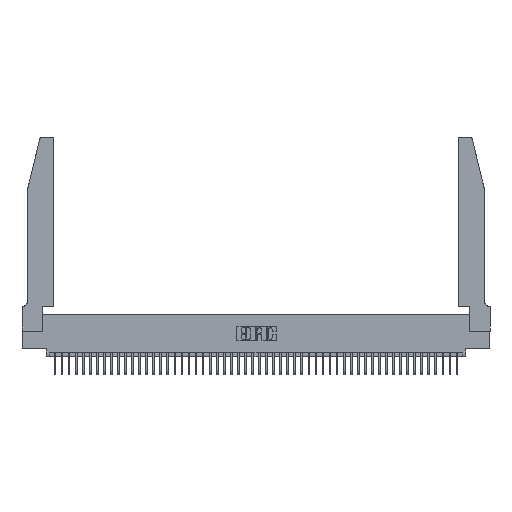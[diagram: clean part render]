
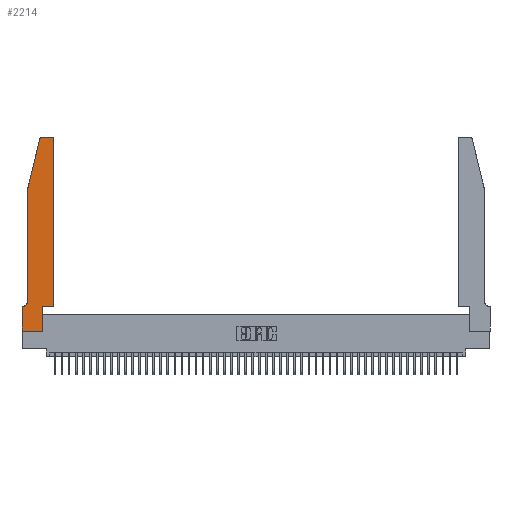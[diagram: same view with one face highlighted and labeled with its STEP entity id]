
A CAD part, top view. The second image highlights one B-rep face of the part: STEP entity #2214.
In plain terms, the highlighted planar face has unit normal (0, 0, 1).
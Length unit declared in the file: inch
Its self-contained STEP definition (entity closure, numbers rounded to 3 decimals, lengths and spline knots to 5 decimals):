
#11 = CARTESIAN_POINT ( 'NONE',  ( 0.0755, 0.35, 0.37 ) ) ;
#1039 = VECTOR ( 'NONE', #6537, 39.37008 ) ;
#1066 = CARTESIAN_POINT ( 'NONE',  ( 0.284, 2.72, 0.37 ) ) ;
#1341 = ORIENTED_EDGE ( 'NONE', *, *, #6261, .T. ) ;
#2214 = ADVANCED_FACE ( 'NONE', ( #3738 ), #25305, .T. ) ;
#2309 = LINE ( 'NONE', #21955, #1039 ) ;
#2391 = EDGE_CURVE ( 'NONE', #10366, #31840, #26156, .T. ) ;
#3706 = ORIENTED_EDGE ( 'NONE', *, *, #39069, .T. ) ;
#3738 = FACE_OUTER_BOUND ( 'NONE', #18666, .T. ) ;
#3981 = CIRCLE ( 'NONE', #15120, 0.07 ) ;
#4052 = ORIENTED_EDGE ( 'NONE', *, *, #44018, .T. ) ;
#4093 = ORIENTED_EDGE ( 'NONE', *, *, #11041, .T. ) ;
#4629 = LINE ( 'NONE', #11, #45624 ) ;
#5003 = DIRECTION ( 'NONE',  ( 1., 0., 0. ) ) ;
#6011 = DIRECTION ( 'NONE',  ( 1., 0., 0. ) ) ;
#6261 = EDGE_CURVE ( 'NONE', #46410, #26912, #11720, .T. ) ;
#6537 = DIRECTION ( 'NONE',  ( 1., 0., 0. ) ) ;
#6719 = CARTESIAN_POINT ( 'NONE',  ( 0.4505, 0.35, 0.37 ) ) ;
#6790 = CARTESIAN_POINT ( 'NONE',  ( 0.4205, 2.72, 0.37 ) ) ;
#7919 = LINE ( 'NONE', #34242, #27297 ) ;
#8517 = ORIENTED_EDGE ( 'NONE', *, *, #42288, .T. ) ;
#8708 = CARTESIAN_POINT ( 'NONE',  ( 0., 0., 0.37 ) ) ;
#8795 = VERTEX_POINT ( 'NONE', #34441 ) ;
#10366 = VERTEX_POINT ( 'NONE', #25812 ) ;
#10694 = DIRECTION ( 'NONE',  ( 1., 0., 0. ) ) ;
#11041 = EDGE_CURVE ( 'NONE', #35567, #30075, #36350, .T. ) ;
#11319 = ORIENTED_EDGE ( 'NONE', *, *, #2391, .T. ) ;
#11720 = LINE ( 'NONE', #44851, #40081 ) ;
#12967 = ORIENTED_EDGE ( 'NONE', *, *, #13646, .T. ) ;
#13127 = CARTESIAN_POINT ( 'NONE',  ( 0., 0.35, 0.37 ) ) ;
#13308 = CARTESIAN_POINT ( 'NONE',  ( 0.0055, 0.42, 0.37 ) ) ;
#13646 = EDGE_CURVE ( 'NONE', #21926, #10366, #24770, .T. ) ;
#13928 = EDGE_CURVE ( 'NONE', #42698, #8795, #2309, .T. ) ;
#15120 = AXIS2_PLACEMENT_3D ( 'NONE', #13308, #40252, #17198 ) ;
#15418 = CARTESIAN_POINT ( 'NONE',  ( 0.4205, 2.75, 0.37 ) ) ;
#16164 = ORIENTED_EDGE ( 'NONE', *, *, #26892, .T. ) ;
#17198 = DIRECTION ( 'NONE',  ( -1., 0., 0. ) ) ;
#18247 = DIRECTION ( 'NONE',  ( 0., 1., 0. ) ) ;
#18404 = CARTESIAN_POINT ( 'NONE',  ( 0.2865, 0., 0.37 ) ) ;
#18666 = EDGE_LOOP ( 'NONE', ( #4052, #12967, #11319, #37925, #40964, #8517, #3706, #1341, #34332, #42586, #16164, #4093 ) ) ;
#18691 = DIRECTION ( 'NONE',  ( -0.239, -0.971, 0. ) ) ;
#18764 = AXIS2_PLACEMENT_3D ( 'NONE', #21265, #29148, #6011 ) ;
#19615 = VECTOR ( 'NONE', #41958, 39.37008 ) ;
#20475 = LINE ( 'NONE', #8708, #49798 ) ;
#21265 = CARTESIAN_POINT ( 'NONE',  ( 0., 0.35, 0.37 ) ) ;
#21794 = CARTESIAN_POINT ( 'NONE',  ( 0.0755, 2., 0.37 ) ) ;
#21926 = VERTEX_POINT ( 'NONE', #39711 ) ;
#21955 = CARTESIAN_POINT ( 'NONE',  ( 0.4505, 0.35, 0.37 ) ) ;
#23939 = VECTOR ( 'NONE', #18247, 39.37008 ) ;
#23983 = CARTESIAN_POINT ( 'NONE',  ( 0.0055, 0.35, 0.37 ) ) ;
#24770 = CIRCLE ( 'NONE', #28988, 0.03 ) ;
#25305 = PLANE ( 'NONE',  #18764 ) ;
#25812 = CARTESIAN_POINT ( 'NONE',  ( 0.25487, 2.72718, 0.37 ) ) ;
#26072 = LINE ( 'NONE', #33108, #45240 ) ;
#26156 = LINE ( 'NONE', #41711, #47698 ) ;
#26892 = EDGE_CURVE ( 'NONE', #8795, #35567, #45539, .T. ) ;
#26912 = VERTEX_POINT ( 'NONE', #18404 ) ;
#27297 = VECTOR ( 'NONE', #38934, 39.37008 ) ;
#28160 = DIRECTION ( 'NONE',  ( 0., -1., 0. ) ) ;
#28189 = DIRECTION ( 'NONE',  ( 0., 0., 1. ) ) ;
#28988 = AXIS2_PLACEMENT_3D ( 'NONE', #1066, #28189, #5003 ) ;
#29148 = DIRECTION ( 'NONE',  ( 0., 0., 1. ) ) ;
#29167 = EDGE_CURVE ( 'NONE', #33876, #35394, #3981, .T. ) ;
#29557 = CARTESIAN_POINT ( 'NONE',  ( 0., 0., 0.37 ) ) ;
#30075 = VERTEX_POINT ( 'NONE', #15418 ) ;
#31840 = VERTEX_POINT ( 'NONE', #21794 ) ;
#32984 = EDGE_CURVE ( 'NONE', #26912, #42698, #26072, .T. ) ;
#33108 = CARTESIAN_POINT ( 'NONE',  ( 0.2865, 0.35, 0.37 ) ) ;
#33804 = DIRECTION ( 'NONE',  ( 0., 0., 1. ) ) ;
#33876 = VERTEX_POINT ( 'NONE', #34860 ) ;
#34046 = CARTESIAN_POINT ( 'NONE',  ( 0.2865, 0.35, 0.37 ) ) ;
#34242 = CARTESIAN_POINT ( 'NONE',  ( 0.0755, 2., 0.37 ) ) ;
#34332 = ORIENTED_EDGE ( 'NONE', *, *, #32984, .T. ) ;
#34441 = CARTESIAN_POINT ( 'NONE',  ( 0.4505, 0.35, 0.37 ) ) ;
#34860 = CARTESIAN_POINT ( 'NONE',  ( 0.0755, 0.42, 0.37 ) ) ;
#35394 = VERTEX_POINT ( 'NONE', #23983 ) ;
#35567 = VERTEX_POINT ( 'NONE', #44258 ) ;
#36350 = CIRCLE ( 'NONE', #43609, 0.03 ) ;
#36975 = DIRECTION ( 'NONE',  ( 0., 1., 0. ) ) ;
#37925 = ORIENTED_EDGE ( 'NONE', *, *, #46547, .T. ) ;
#38934 = DIRECTION ( 'NONE',  ( 0., -1., 0. ) ) ;
#39069 = EDGE_CURVE ( 'NONE', #40882, #46410, #20475, .T. ) ;
#39711 = CARTESIAN_POINT ( 'NONE',  ( 0.284, 2.75, 0.37 ) ) ;
#40081 = VECTOR ( 'NONE', #41204, 39.37008 ) ;
#40085 = LINE ( 'NONE', #45940, #19615 ) ;
#40252 = DIRECTION ( 'NONE',  ( 0., 0., -1. ) ) ;
#40882 = VERTEX_POINT ( 'NONE', #13127 ) ;
#40964 = ORIENTED_EDGE ( 'NONE', *, *, #29167, .T. ) ;
#41204 = DIRECTION ( 'NONE',  ( 1., 0., 0. ) ) ;
#41711 = CARTESIAN_POINT ( 'NONE',  ( 0.0755, 2., 0.37 ) ) ;
#41958 = DIRECTION ( 'NONE',  ( -1., 0., 0. ) ) ;
#42288 = EDGE_CURVE ( 'NONE', #35394, #40882, #4629, .T. ) ;
#42586 = ORIENTED_EDGE ( 'NONE', *, *, #13928, .T. ) ;
#42698 = VERTEX_POINT ( 'NONE', #34046 ) ;
#42765 = DIRECTION ( 'NONE',  ( -1., 0., 0. ) ) ;
#43609 = AXIS2_PLACEMENT_3D ( 'NONE', #6790, #33804, #10694 ) ;
#44018 = EDGE_CURVE ( 'NONE', #30075, #21926, #40085, .T. ) ;
#44258 = CARTESIAN_POINT ( 'NONE',  ( 0.4505, 2.72, 0.37 ) ) ;
#44851 = CARTESIAN_POINT ( 'NONE',  ( 0., 0., 0.37 ) ) ;
#45240 = VECTOR ( 'NONE', #36975, 39.37008 ) ;
#45539 = LINE ( 'NONE', #6719, #23939 ) ;
#45624 = VECTOR ( 'NONE', #42765, 39.37008 ) ;
#45940 = CARTESIAN_POINT ( 'NONE',  ( 0.2605, 2.75, 0.37 ) ) ;
#46410 = VERTEX_POINT ( 'NONE', #29557 ) ;
#46547 = EDGE_CURVE ( 'NONE', #31840, #33876, #7919, .T. ) ;
#47698 = VECTOR ( 'NONE', #18691, 39.37008 ) ;
#49798 = VECTOR ( 'NONE', #28160, 39.37008 ) ;
